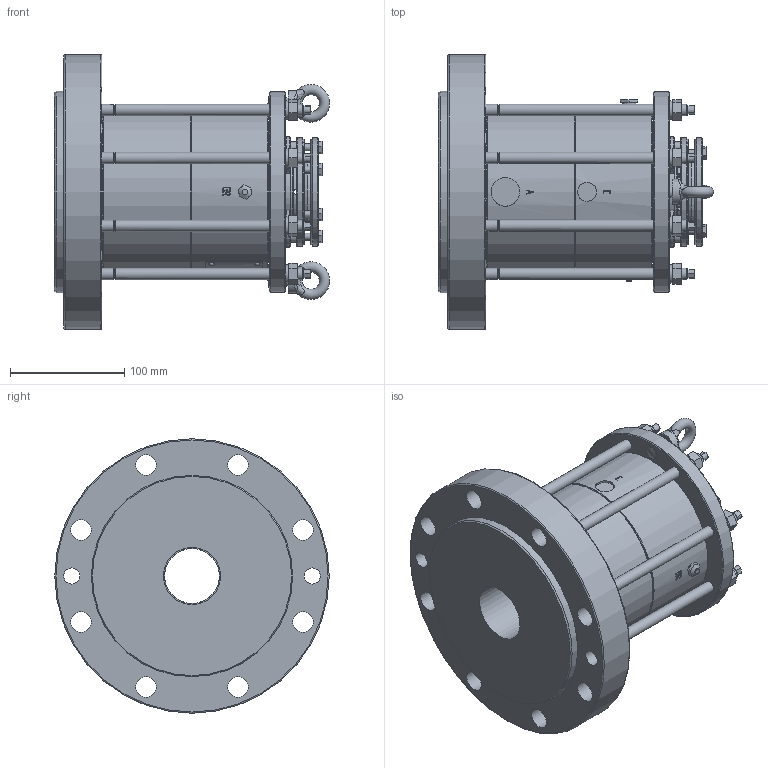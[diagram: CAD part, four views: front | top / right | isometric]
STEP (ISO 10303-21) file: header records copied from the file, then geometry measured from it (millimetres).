
FILE_DESCRIPTION(/* description */ ('Unknown'),/* implementation_level */ '2;1');
FILE_NAME(/* name */ '50mm',/* time_stamp */ '2023-04-13T13:11:45+01:00',/* author */ ('Unknown'),/* organization */ ('Unknown'),/* preprocessor_version */ 'ST-DEVELOPER v18.102',/* originating_system */ 'Solid Edge',/* authorisation */ 'Unknown');
FILE_SCHEMA (('AUTOMOTIVE_DESIGN {1 0 10303 214 3 1 1}'));
Length unit declared in the file: millimetre
Products named in the file (1): 50mm
Bounding box: 240.45 x 239.75 x 239.75 mm (x, y, z)
Volume: 4089581.4 mm3; surface area: 355750.3 mm2
Topology: 1 solids, 1 shells, 715 faces, 1790 edges, 1118 vertices
Faces by surface type: plane 308, cone 186, cylinder 144, bspline 40, torus 35, sphere 2
Full cylindrical faces by diameter (mm): 2.5 x4, 3.175 x2, 4.94 x1, 6 x6, 9.728 x1, 10 x6, 10.008 x32, 12 x2, 12.5 x1, 14 x2, 16.002 x1, 16.5 x1, 18 x8, 22 x2, 25 x2, 31.699 x4, 48 x1, 50 x1, 58.115 x1, 58.928 x1, 63.754 x1, 94.513 x2, 119.837 x1, 133.604 x1, 140.97 x1, 141.732 x1, 175.768 x1, 175.793 x1, 239.751 x1
Entity records: 26695 total; most frequent: CARTESIAN_POINT 6536, DIRECTION 2977, ORIENTED_EDGE 2976, EDGE_CURVE 1488, AXIS2_PLACEMENT_3D 1260, FACE_BOUND 1039, EDGE_LOOP 1035, VERTEX_POINT 1005
